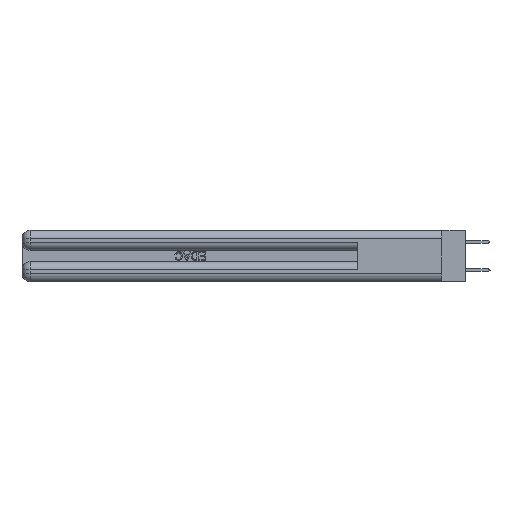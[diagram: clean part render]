
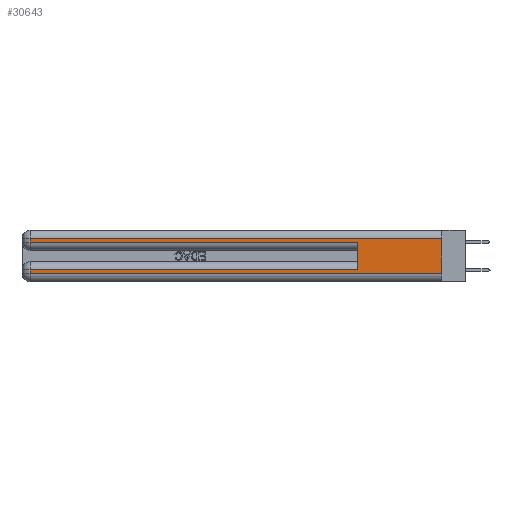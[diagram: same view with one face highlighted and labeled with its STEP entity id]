
A CAD part, left-side view. The second image highlights one B-rep face of the part: STEP entity #30643.
In plain terms, the highlighted planar face has unit normal (-1, 0, 0).
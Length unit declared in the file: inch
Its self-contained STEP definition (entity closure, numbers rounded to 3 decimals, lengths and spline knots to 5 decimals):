
#426 = DIRECTION ( 'NONE',  ( 0., 1., 0. ) ) ;
#556 = EDGE_CURVE ( 'NONE', #12005, #32031, #15434, .T. ) ;
#1184 = VERTEX_POINT ( 'NONE', #3525 ) ;
#1410 = DIRECTION ( 'NONE',  ( 0., 0., -1. ) ) ;
#1540 = EDGE_CURVE ( 'NONE', #32038, #1184, #30158, .T. ) ;
#1972 = FACE_OUTER_BOUND ( 'NONE', #39306, .T. ) ;
#2130 = VECTOR ( 'NONE', #12666, 39.37008 ) ;
#2412 = AXIS2_PLACEMENT_3D ( 'NONE', #19618, #32149, #1410 ) ;
#3525 = CARTESIAN_POINT ( 'NONE',  ( 0., 0.6, 0.285 ) ) ;
#4119 = VECTOR ( 'NONE', #426, 39.37008 ) ;
#6320 = LINE ( 'NONE', #24654, #18736 ) ;
#7431 = CARTESIAN_POINT ( 'NONE',  ( 0., 0.6, 0.145 ) ) ;
#9120 = DIRECTION ( 'NONE',  ( 0., -1., 0. ) ) ;
#9795 = CARTESIAN_POINT ( 'NONE',  ( 0., 0., 0.31 ) ) ;
#9925 = VECTOR ( 'NONE', #9120, 39.37008 ) ;
#12005 = VERTEX_POINT ( 'NONE', #22612 ) ;
#12500 = ORIENTED_EDGE ( 'NONE', *, *, #18324, .T. ) ;
#12666 = DIRECTION ( 'NONE',  ( 0., -1., 0. ) ) ;
#14133 = CARTESIAN_POINT ( 'NONE',  ( 0., 2.94, 0.37 ) ) ;
#14886 = CARTESIAN_POINT ( 'NONE',  ( 0., 0., 0.285 ) ) ;
#15434 = LINE ( 'NONE', #38379, #24574 ) ;
#16100 = ORIENTED_EDGE ( 'NONE', *, *, #23652, .T. ) ;
#16229 = VERTEX_POINT ( 'NONE', #34715 ) ;
#17138 = CARTESIAN_POINT ( 'NONE',  ( 0., 2.94, 0.06 ) ) ;
#18274 = ORIENTED_EDGE ( 'NONE', *, *, #26182, .T. ) ;
#18324 = EDGE_CURVE ( 'NONE', #12005, #26628, #36769, .T. ) ;
#18736 = VECTOR ( 'NONE', #22036, 39.37008 ) ;
#19052 = CARTESIAN_POINT ( 'NONE',  ( 0., 0., 0.06 ) ) ;
#19618 = CARTESIAN_POINT ( 'NONE',  ( 0., 0., 0.37 ) ) ;
#19891 = ORIENTED_EDGE ( 'NONE', *, *, #28948, .T. ) ;
#20947 = CARTESIAN_POINT ( 'NONE',  ( 0., 0., 0.085 ) ) ;
#21004 = VECTOR ( 'NONE', #35208, 39.37008 ) ;
#21348 = DIRECTION ( 'NONE',  ( 0., 0., -1. ) ) ;
#22036 = DIRECTION ( 'NONE',  ( 0., 0., -1. ) ) ;
#22213 = ORIENTED_EDGE ( 'NONE', *, *, #31237, .T. ) ;
#22248 = LINE ( 'NONE', #36439, #2130 ) ;
#22542 = CARTESIAN_POINT ( 'NONE',  ( 0., 0.6, 0.085 ) ) ;
#22612 = CARTESIAN_POINT ( 'NONE',  ( 0., 0., 0.31 ) ) ;
#23144 = LINE ( 'NONE', #20947, #28426 ) ;
#23652 = EDGE_CURVE ( 'NONE', #23779, #1184, #25298, .T. ) ;
#23779 = VERTEX_POINT ( 'NONE', #24815 ) ;
#23917 = ORIENTED_EDGE ( 'NONE', *, *, #35480, .T. ) ;
#24574 = VECTOR ( 'NONE', #21348, 39.37008 ) ;
#24654 = CARTESIAN_POINT ( 'NONE',  ( 0., 2.94, 0.37 ) ) ;
#24815 = CARTESIAN_POINT ( 'NONE',  ( 0., 2.94, 0.285 ) ) ;
#24960 = LINE ( 'NONE', #14133, #34571 ) ;
#25298 = LINE ( 'NONE', #14886, #9925 ) ;
#26182 = EDGE_CURVE ( 'NONE', #32038, #16229, #23144, .T. ) ;
#26386 = VERTEX_POINT ( 'NONE', #17138 ) ;
#26628 = VERTEX_POINT ( 'NONE', #30840 ) ;
#27795 = ORIENTED_EDGE ( 'NONE', *, *, #556, .F. ) ;
#28426 = VECTOR ( 'NONE', #35544, 39.37008 ) ;
#28948 = EDGE_CURVE ( 'NONE', #26386, #32031, #22248, .T. ) ;
#30158 = LINE ( 'NONE', #7431, #21004 ) ;
#30643 = ADVANCED_FACE ( 'NONE', ( #1972 ), #31598, .F. ) ;
#30840 = CARTESIAN_POINT ( 'NONE',  ( 0., 2.94, 0.31 ) ) ;
#31237 = EDGE_CURVE ( 'NONE', #26628, #23779, #24960, .T. ) ;
#31598 = PLANE ( 'NONE',  #2412 ) ;
#32031 = VERTEX_POINT ( 'NONE', #19052 ) ;
#32038 = VERTEX_POINT ( 'NONE', #22542 ) ;
#32149 = DIRECTION ( 'NONE',  ( 1., 0., 0. ) ) ;
#32394 = DIRECTION ( 'NONE',  ( 0., 0., -1. ) ) ;
#34568 = ORIENTED_EDGE ( 'NONE', *, *, #1540, .F. ) ;
#34571 = VECTOR ( 'NONE', #32394, 39.37008 ) ;
#34715 = CARTESIAN_POINT ( 'NONE',  ( 0., 2.94, 0.085 ) ) ;
#35208 = DIRECTION ( 'NONE',  ( 0., 0., 1. ) ) ;
#35480 = EDGE_CURVE ( 'NONE', #16229, #26386, #6320, .T. ) ;
#35544 = DIRECTION ( 'NONE',  ( 0., 1., 0. ) ) ;
#36439 = CARTESIAN_POINT ( 'NONE',  ( 0., 0., 0.06 ) ) ;
#36769 = LINE ( 'NONE', #9795, #4119 ) ;
#38379 = CARTESIAN_POINT ( 'NONE',  ( 0., 0., 0.37 ) ) ;
#39306 = EDGE_LOOP ( 'NONE', ( #27795, #12500, #22213, #16100, #34568, #18274, #23917, #19891 ) ) ;
